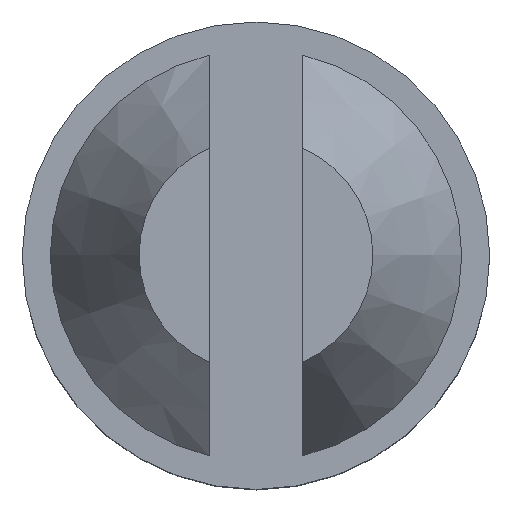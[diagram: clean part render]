
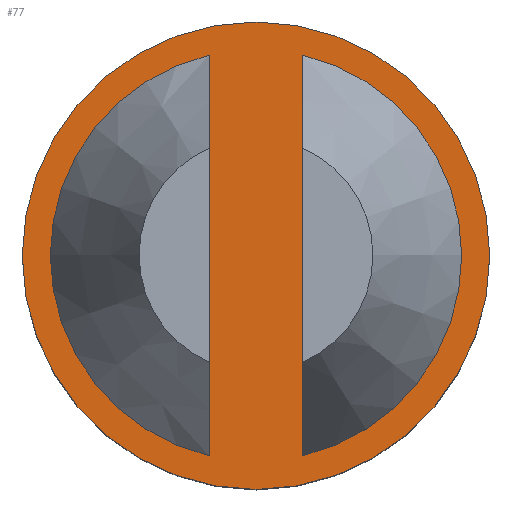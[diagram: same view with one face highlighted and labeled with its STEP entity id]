
A CAD part, top view. The second image highlights one B-rep face of the part: STEP entity #77.
In plain terms, the highlighted planar face has unit normal (0, 0, 1).
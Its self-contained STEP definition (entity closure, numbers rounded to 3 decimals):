
#77 = ADVANCED_FACE( '', ( #155, #156, #157 ), #158, .F. );
#155 = FACE_BOUND( '', #230, .T. );
#156 = FACE_BOUND( '', #231, .T. );
#157 = FACE_OUTER_BOUND( '', #232, .T. );
#158 = PLANE( '', #233 );
#230 = EDGE_LOOP( '', ( #375, #376 ) );
#231 = EDGE_LOOP( '', ( #377, #378 ) );
#232 = EDGE_LOOP( '', ( #379 ) );
#233 = AXIS2_PLACEMENT_3D( '', #380, #381, #382 );
#375 = ORIENTED_EDGE( '', *, *, #470, .T. );
#376 = ORIENTED_EDGE( '', *, *, #465, .T. );
#377 = ORIENTED_EDGE( '', *, *, #426, .T. );
#378 = ORIENTED_EDGE( '', *, *, #477, .F. );
#379 = ORIENTED_EDGE( '', *, *, #452, .F. );
#380 = CARTESIAN_POINT( '', ( -2., 0., 1.6 ) );
#381 = DIRECTION( '', ( 0., 0., -1. ) );
#382 = DIRECTION( '', ( -1., 0., 0. ) );
#426 = EDGE_CURVE( '', #491, #495, #497, .T. );
#452 = EDGE_CURVE( '', #536, #536, #537, .T. );
#465 = EDGE_CURVE( '', #552, #556, #558, .T. );
#470 = EDGE_CURVE( '', #556, #552, #563, .T. );
#477 = EDGE_CURVE( '', #491, #495, #572, .T. );
#491 = VERTEX_POINT( '', #587 );
#495 = VERTEX_POINT( '', #592 );
#497 = CIRCLE( '', #595, 2. );
#536 = VERTEX_POINT( '', #674 );
#537 = CIRCLE( '', #675, 2.5 );
#552 = VERTEX_POINT( '', #698 );
#556 = VERTEX_POINT( '', #703 );
#558 = CIRCLE( '', #706, 2. );
#563 = LINE( '', #713, #714 );
#572 = LINE( '', #724, #725 );
#587 = CARTESIAN_POINT( '', ( -0.5, -1.936, 1.6 ) );
#592 = CARTESIAN_POINT( '', ( -0.5, 1.936, 1.6 ) );
#595 = AXIS2_PLACEMENT_3D( '', #747, #748, #749 );
#674 = CARTESIAN_POINT( '', ( -2.5, 0., 1.6 ) );
#675 = AXIS2_PLACEMENT_3D( '', #772, #773, #774 );
#698 = CARTESIAN_POINT( '', ( 0.5, 1.936, 1.6 ) );
#703 = CARTESIAN_POINT( '', ( 0.5, -1.936, 1.6 ) );
#706 = AXIS2_PLACEMENT_3D( '', #788, #789, #790 );
#713 = CARTESIAN_POINT( '', ( 0.5, -2.5, 1.6 ) );
#714 = VECTOR( '', #793, 1000. );
#724 = CARTESIAN_POINT( '', ( -0.5, -2.5, 1.6 ) );
#725 = VECTOR( '', #801, 1000. );
#747 = CARTESIAN_POINT( '', ( 0., 0., 1.6 ) );
#748 = DIRECTION( '', ( 0., 0., -1. ) );
#749 = DIRECTION( '', ( -1., 0., 0. ) );
#772 = CARTESIAN_POINT( '', ( 0., 0., 1.6 ) );
#773 = DIRECTION( '', ( 0., 0., -1. ) );
#774 = DIRECTION( '', ( -1., 0., 0. ) );
#788 = CARTESIAN_POINT( '', ( 0., 0., 1.6 ) );
#789 = DIRECTION( '', ( 0., 0., -1. ) );
#790 = DIRECTION( '', ( -1., 0., 0. ) );
#793 = DIRECTION( '', ( 0., 1., 0. ) );
#801 = DIRECTION( '', ( 0., 1., 0. ) );
